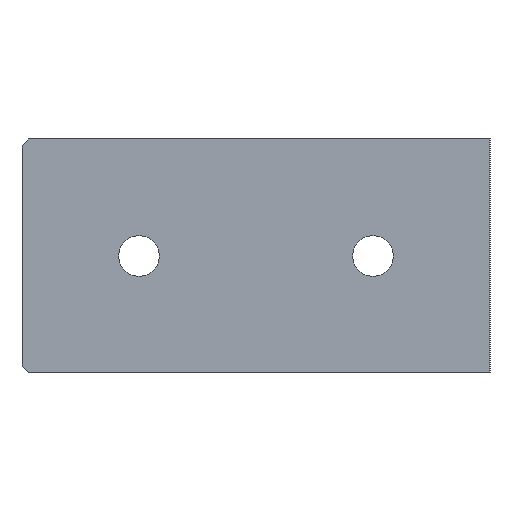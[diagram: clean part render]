
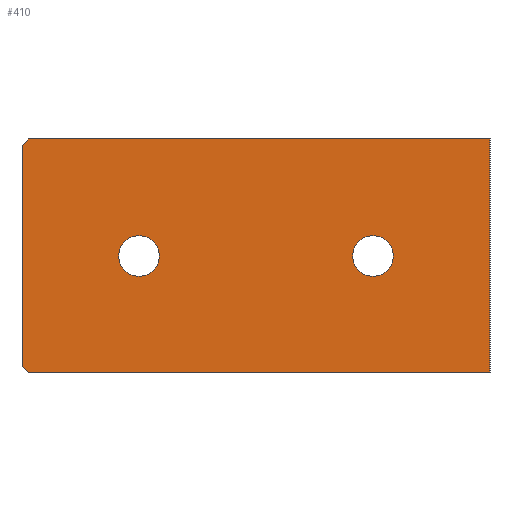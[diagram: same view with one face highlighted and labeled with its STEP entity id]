
A CAD part, left-side view. The second image highlights one B-rep face of the part: STEP entity #410.
In plain terms, the highlighted planar face has unit normal (-1, 0, 0).
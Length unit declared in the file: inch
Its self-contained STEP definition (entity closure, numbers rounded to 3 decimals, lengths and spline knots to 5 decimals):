
#26=FACE_BOUND('',#76,.T.);
#27=FACE_BOUND('',#77,.T.);
#35=CIRCLE('',#454,0.13);
#36=CIRCLE('',#455,0.13);
#47=FACE_OUTER_BOUND('',#75,.T.);
#75=EDGE_LOOP('',(#306,#307,#308,#309,#310,#311));
#76=EDGE_LOOP('',(#312));
#77=EDGE_LOOP('',(#313));
#98=LINE('',#601,#142);
#106=LINE('',#620,#150);
#110=LINE('',#633,#154);
#116=LINE('',#643,#160);
#121=LINE('',#658,#165);
#122=LINE('',#659,#166);
#142=VECTOR('',#483,2.96);
#150=VECTOR('',#495,1.42);
#154=VECTOR('',#505,2.96);
#160=VECTOR('',#513,1.5);
#165=VECTOR('',#526,0.05657);
#166=VECTOR('',#527,0.05657);
#186=VERTEX_POINT('',#599);
#187=VERTEX_POINT('',#600);
#195=VERTEX_POINT('',#617);
#196=VERTEX_POINT('',#619);
#201=VERTEX_POINT('',#630);
#202=VERTEX_POINT('',#632);
#212=VERTEX_POINT('',#660);
#213=VERTEX_POINT('',#662);
#220=EDGE_CURVE('',#186,#187,#98,.T.);
#229=EDGE_CURVE('',#195,#196,#106,.T.);
#235=EDGE_CURVE('',#201,#202,#110,.T.);
#241=EDGE_CURVE('',#202,#186,#116,.T.);
#248=EDGE_CURVE('',#195,#187,#121,.F.);
#249=EDGE_CURVE('',#201,#196,#122,.F.);
#250=EDGE_CURVE('',#212,#212,#35,.F.);
#251=EDGE_CURVE('',#213,#213,#36,.F.);
#306=ORIENTED_EDGE('',*,*,#229,.F.);
#307=ORIENTED_EDGE('',*,*,#248,.T.);
#308=ORIENTED_EDGE('',*,*,#220,.F.);
#309=ORIENTED_EDGE('',*,*,#241,.F.);
#310=ORIENTED_EDGE('',*,*,#235,.F.);
#311=ORIENTED_EDGE('',*,*,#249,.T.);
#312=ORIENTED_EDGE('',*,*,#250,.F.);
#313=ORIENTED_EDGE('',*,*,#251,.F.);
#393=PLANE('',#453);
#410=ADVANCED_FACE('',(#47,#26,#27),#393,.F.);
#453=AXIS2_PLACEMENT_3D('',#657,#524,#525);
#454=AXIS2_PLACEMENT_3D('',#661,#528,#529);
#455=AXIS2_PLACEMENT_3D('',#663,#530,#531);
#483=DIRECTION('',(0.,1.,0.));
#495=DIRECTION('',(0.,0.,1.));
#505=DIRECTION('',(0.,-1.,0.));
#513=DIRECTION('',(0.,0.,-1.));
#524=DIRECTION('center_axis',(1.,0.,0.));
#525=DIRECTION('ref_axis',(0.,0.,-1.));
#526=DIRECTION('',(0.,0.707,0.707));
#527=DIRECTION('',(0.,-0.707,0.707));
#528=DIRECTION('center_axis',(1.,0.,0.));
#529=DIRECTION('ref_axis',(0.,0.,-1.));
#530=DIRECTION('center_axis',(1.,0.,0.));
#531=DIRECTION('ref_axis',(0.,0.,-1.));
#599=CARTESIAN_POINT('',(0.,-1.5,0.));
#600=CARTESIAN_POINT('',(0.,1.46,0.));
#601=CARTESIAN_POINT('',(0.,-1.5,0.));
#617=CARTESIAN_POINT('',(0.,1.5,0.04));
#619=CARTESIAN_POINT('',(0.,1.5,1.46));
#620=CARTESIAN_POINT('',(0.,1.5,0.04));
#630=CARTESIAN_POINT('',(0.,1.46,1.5));
#632=CARTESIAN_POINT('',(0.,-1.5,1.5));
#633=CARTESIAN_POINT('',(0.,1.46,1.5));
#643=CARTESIAN_POINT('',(0.,-1.5,1.5));
#657=CARTESIAN_POINT('Origin',(0.,0.,0.));
#658=CARTESIAN_POINT('',(0.,1.46,0.));
#659=CARTESIAN_POINT('',(0.,1.5,1.46));
#660=CARTESIAN_POINT('',(0.,0.75,0.88));
#661=CARTESIAN_POINT('Origin',(0.,0.75,0.75));
#662=CARTESIAN_POINT('',(0.,-0.75,0.88));
#663=CARTESIAN_POINT('Origin',(0.,-0.75,0.75));
